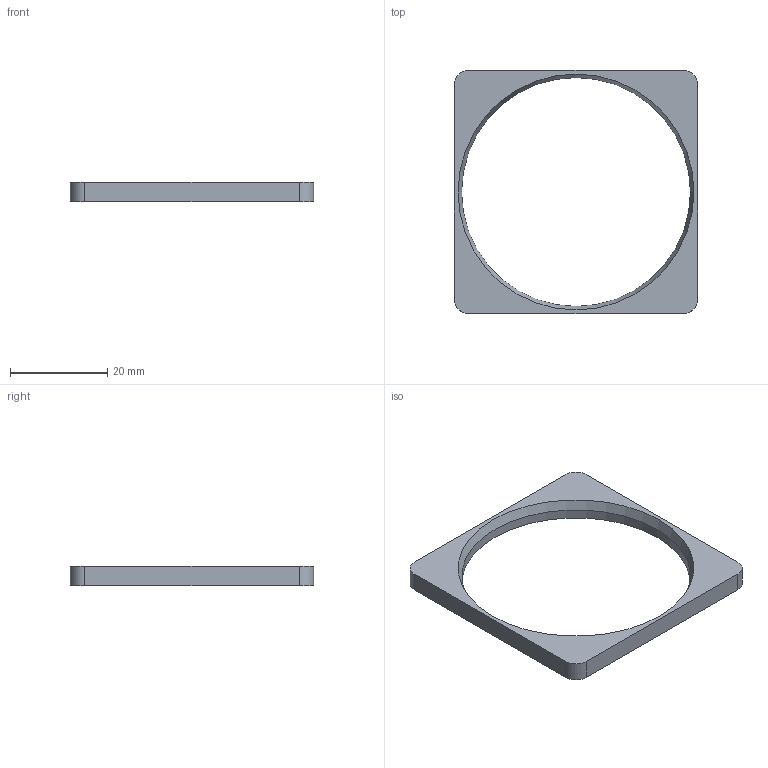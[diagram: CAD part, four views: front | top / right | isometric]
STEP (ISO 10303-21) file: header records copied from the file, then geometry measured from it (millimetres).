
FILE_DESCRIPTION(/* description */ ('STEP AP242','CAx-IF Rec.Pracs.---Representation and Presentation of Product Manufacturing Information (PMI)---4.0---2014-10-13','CAx-IF Rec.Pracs.---3D Tessellated Geometry---0.4---2014-09-14','2;1'),/* implementation_level */ '2;1');
FILE_NAME(/* name */ '643efe728d08547c5c2a8395',/* time_stamp */ '2023-04-18T20:32:51+00:00',/* author */ (''),/* organization */ (''),/* preprocessor_version */ 'ST-DEVELOPER v18.102',/* originating_system */ ' ',/* authorisation */ ' ');
FILE_SCHEMA (('AP242_MANAGED_MODEL_BASED_3D_ENGINEERING_MIM_LF { 1 0 10303 442 1 1 4 }'));
Length unit declared in the file: metre
Products named in the file (1): Dosing cup Holder
Bounding box: 50 x 50 x 4 mm (x, y, z)
Volume: 2843.8 mm3; surface area: 2887.3 mm2
Topology: 1 solids, 1 shells, 20 faces, 45 edges, 31 vertices
Faces by surface type: plane 10, cylinder 9, cone 1
Full cylindrical faces by diameter (mm): 3.5 x4, 47 x1
Entity records: 532 total; most frequent: DIRECTION 96, CARTESIAN_POINT 83, ORIENTED_EDGE 70, AXIS2_PLACEMENT_3D 40, EDGE_CURVE 35, EDGE_LOOP 32, FACE_BOUND 32, VERTEX_POINT 27
